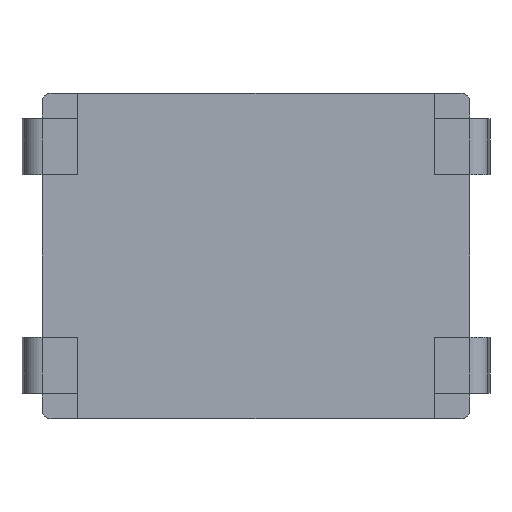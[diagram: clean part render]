
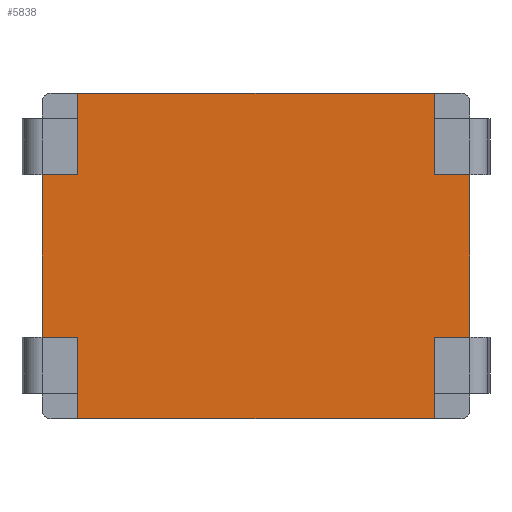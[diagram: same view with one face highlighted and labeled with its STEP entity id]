
A CAD part, front view. The second image highlights one B-rep face of the part: STEP entity #5838.
In plain terms, the highlighted planar face has unit normal (0, -1, 0).
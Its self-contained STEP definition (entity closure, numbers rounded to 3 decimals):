
#121 = EDGE_CURVE ( 'NONE', #4796, #5079, #440, .T. ) ;
#142 = CARTESIAN_POINT ( 'NONE',  ( 2.1, 0., -0.8 ) ) ;
#204 = VECTOR ( 'NONE', #1364, 1000. ) ;
#241 = CARTESIAN_POINT ( 'NONE',  ( -2.1, 0., -0.8 ) ) ;
#308 = DIRECTION ( 'NONE',  ( 1., 0., 0. ) ) ;
#387 = VERTEX_POINT ( 'NONE', #142 ) ;
#412 = LINE ( 'NONE', #5776, #3778 ) ;
#440 = LINE ( 'NONE', #4065, #2731 ) ;
#509 = VECTOR ( 'NONE', #1488, 1000. ) ;
#611 = VERTEX_POINT ( 'NONE', #4272 ) ;
#639 = VECTOR ( 'NONE', #1704, 1000. ) ;
#708 = ORIENTED_EDGE ( 'NONE', *, *, #2564, .T. ) ;
#766 = CARTESIAN_POINT ( 'NONE',  ( 1.75, 0., 1.6 ) ) ;
#825 = DIRECTION ( 'NONE',  ( 0., 1., 0. ) ) ;
#915 = CARTESIAN_POINT ( 'NONE',  ( -1.75, 0., -1.6 ) ) ;
#953 = LINE ( 'NONE', #2197, #5399 ) ;
#1124 = EDGE_CURVE ( 'NONE', #2152, #4577, #5648, .T. ) ;
#1331 = ORIENTED_EDGE ( 'NONE', *, *, #121, .T. ) ;
#1364 = DIRECTION ( 'NONE',  ( 1., 0., 0. ) ) ;
#1465 = LINE ( 'NONE', #3246, #509 ) ;
#1488 = DIRECTION ( 'NONE',  ( -1., 0., 0. ) ) ;
#1508 = DIRECTION ( 'NONE',  ( 0., 0., -1. ) ) ;
#1562 = EDGE_CURVE ( 'NONE', #5318, #4091, #953, .T. ) ;
#1607 = EDGE_LOOP ( 'NONE', ( #1987, #1331, #708, #1650, #5287, #2681, #2634, #2278, #3560, #1776, #5102, #2101 ) ) ;
#1646 = CARTESIAN_POINT ( 'NONE',  ( 1.75, 0., 1.6 ) ) ;
#1649 = DIRECTION ( 'NONE',  ( 0., 0., 1. ) ) ;
#1650 = ORIENTED_EDGE ( 'NONE', *, *, #3409, .T. ) ;
#1651 = CARTESIAN_POINT ( 'NONE',  ( -1.75, 0., -0.8 ) ) ;
#1660 = VERTEX_POINT ( 'NONE', #1876 ) ;
#1704 = DIRECTION ( 'NONE',  ( 0., 0., -1. ) ) ;
#1776 = ORIENTED_EDGE ( 'NONE', *, *, #2182, .T. ) ;
#1812 = VERTEX_POINT ( 'NONE', #2543 ) ;
#1876 = CARTESIAN_POINT ( 'NONE',  ( -2.1, 0., -0.8 ) ) ;
#1892 = VECTOR ( 'NONE', #308, 1000. ) ;
#1899 = EDGE_CURVE ( 'NONE', #611, #5574, #412, .T. ) ;
#1987 = ORIENTED_EDGE ( 'NONE', *, *, #4825, .T. ) ;
#2001 = VECTOR ( 'NONE', #2148, 1000. ) ;
#2101 = ORIENTED_EDGE ( 'NONE', *, *, #1124, .F. ) ;
#2107 = LINE ( 'NONE', #766, #2482 ) ;
#2148 = DIRECTION ( 'NONE',  ( 1., 0., 0. ) ) ;
#2152 = VERTEX_POINT ( 'NONE', #5095 ) ;
#2168 = AXIS2_PLACEMENT_3D ( 'NONE', #4863, #825, #2255 ) ;
#2182 = EDGE_CURVE ( 'NONE', #4230, #1812, #1465, .T. ) ;
#2197 = CARTESIAN_POINT ( 'NONE',  ( -1.75, 0., 1.6 ) ) ;
#2255 = DIRECTION ( 'NONE',  ( 0., 0., 1. ) ) ;
#2278 = ORIENTED_EDGE ( 'NONE', *, *, #3110, .T. ) ;
#2279 = DIRECTION ( 'NONE',  ( -1., 0., 0. ) ) ;
#2286 = CARTESIAN_POINT ( 'NONE',  ( -2.1, 0., -0.8 ) ) ;
#2320 = EDGE_CURVE ( 'NONE', #4577, #1812, #2107, .T. ) ;
#2384 = CARTESIAN_POINT ( 'NONE',  ( 1.75, 0., 1.6 ) ) ;
#2482 = VECTOR ( 'NONE', #2890, 1000. ) ;
#2502 = DIRECTION ( 'NONE',  ( 1., 0., 0. ) ) ;
#2543 = CARTESIAN_POINT ( 'NONE',  ( 1.75, 0., 0.8 ) ) ;
#2564 = EDGE_CURVE ( 'NONE', #5079, #1660, #3265, .T. ) ;
#2591 = CARTESIAN_POINT ( 'NONE',  ( -1.75, 0., 0.8 ) ) ;
#2634 = ORIENTED_EDGE ( 'NONE', *, *, #1899, .F. ) ;
#2681 = ORIENTED_EDGE ( 'NONE', *, *, #5427, .T. ) ;
#2731 = VECTOR ( 'NONE', #2279, 1000. ) ;
#2890 = DIRECTION ( 'NONE',  ( 0., 0., -1. ) ) ;
#2995 = CARTESIAN_POINT ( 'NONE',  ( 2.1, 0., 0.8 ) ) ;
#3110 = EDGE_CURVE ( 'NONE', #611, #387, #5202, .T. ) ;
#3131 = FACE_OUTER_BOUND ( 'NONE', #1607, .T. ) ;
#3246 = CARTESIAN_POINT ( 'NONE',  ( -2.1, 0., 0.8 ) ) ;
#3265 = LINE ( 'NONE', #2286, #3653 ) ;
#3409 = EDGE_CURVE ( 'NONE', #1660, #5318, #3598, .T. ) ;
#3506 = VECTOR ( 'NONE', #2502, 1000. ) ;
#3560 = ORIENTED_EDGE ( 'NONE', *, *, #4335, .T. ) ;
#3598 = LINE ( 'NONE', #5394, #204 ) ;
#3653 = VECTOR ( 'NONE', #1508, 1000. ) ;
#3778 = VECTOR ( 'NONE', #5807, 1000. ) ;
#3903 = LINE ( 'NONE', #5706, #639 ) ;
#4065 = CARTESIAN_POINT ( 'NONE',  ( -2.1, 0., 0.8 ) ) ;
#4091 = VERTEX_POINT ( 'NONE', #915 ) ;
#4230 = VERTEX_POINT ( 'NONE', #2995 ) ;
#4272 = CARTESIAN_POINT ( 'NONE',  ( 1.75, 0., -0.8 ) ) ;
#4280 = LINE ( 'NONE', #5589, #5641 ) ;
#4335 = EDGE_CURVE ( 'NONE', #387, #4230, #4280, .T. ) ;
#4577 = VERTEX_POINT ( 'NONE', #2384 ) ;
#4656 = CARTESIAN_POINT ( 'NONE',  ( -2.1, 0., 0.8 ) ) ;
#4796 = VERTEX_POINT ( 'NONE', #2591 ) ;
#4825 = EDGE_CURVE ( 'NONE', #2152, #4796, #3903, .T. ) ;
#4863 = CARTESIAN_POINT ( 'NONE',  ( 1.75, 0., 1.6 ) ) ;
#4958 = DIRECTION ( 'NONE',  ( 0., 0., -1. ) ) ;
#5079 = VERTEX_POINT ( 'NONE', #4656 ) ;
#5095 = CARTESIAN_POINT ( 'NONE',  ( -1.75, 0., 1.6 ) ) ;
#5102 = ORIENTED_EDGE ( 'NONE', *, *, #2320, .F. ) ;
#5202 = LINE ( 'NONE', #241, #3506 ) ;
#5206 = CARTESIAN_POINT ( 'NONE',  ( 1.75, 0., -1.6 ) ) ;
#5238 = LINE ( 'NONE', #5206, #1892 ) ;
#5287 = ORIENTED_EDGE ( 'NONE', *, *, #1562, .T. ) ;
#5318 = VERTEX_POINT ( 'NONE', #1651 ) ;
#5376 = PLANE ( 'NONE',  #2168 ) ;
#5394 = CARTESIAN_POINT ( 'NONE',  ( -2.1, 0., -0.8 ) ) ;
#5399 = VECTOR ( 'NONE', #4958, 1000. ) ;
#5427 = EDGE_CURVE ( 'NONE', #4091, #5574, #5238, .T. ) ;
#5574 = VERTEX_POINT ( 'NONE', #5703 ) ;
#5589 = CARTESIAN_POINT ( 'NONE',  ( 2.1, 0., -0.8 ) ) ;
#5641 = VECTOR ( 'NONE', #1649, 1000. ) ;
#5648 = LINE ( 'NONE', #1646, #2001 ) ;
#5703 = CARTESIAN_POINT ( 'NONE',  ( 1.75, 0., -1.6 ) ) ;
#5706 = CARTESIAN_POINT ( 'NONE',  ( -1.75, 0., 1.6 ) ) ;
#5776 = CARTESIAN_POINT ( 'NONE',  ( 1.75, 0., 1.6 ) ) ;
#5807 = DIRECTION ( 'NONE',  ( 0., 0., -1. ) ) ;
#5838 = ADVANCED_FACE ( 'NONE', ( #3131 ), #5376, .F. ) ;
